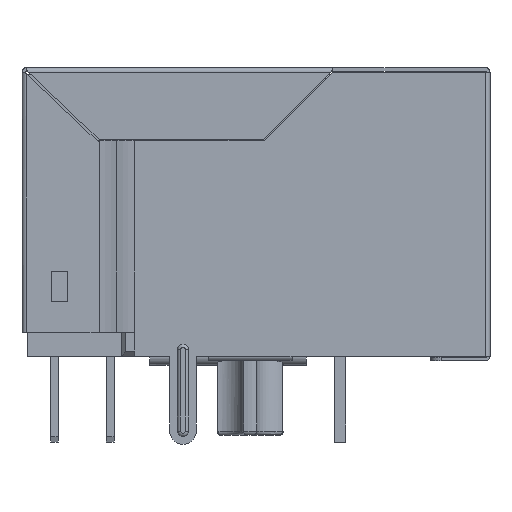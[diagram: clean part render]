
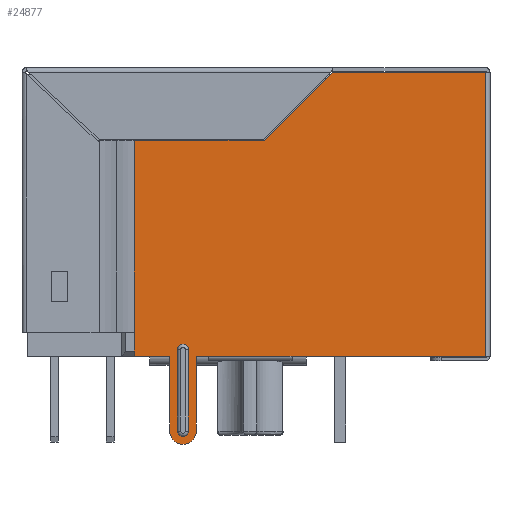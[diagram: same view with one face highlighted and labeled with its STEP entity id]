
A CAD part, left-side view. The second image highlights one B-rep face of the part: STEP entity #24877.
In plain terms, the highlighted face is planar.
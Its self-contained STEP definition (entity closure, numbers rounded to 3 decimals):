
#883=CIRCLE('',#29968,0.25);
#884=CIRCLE('',#29970,0.6);
#888=CIRCLE('',#29977,0.25);
#2894=ORIENTED_EDGE('',*,*,#9571,.F.);
#2895=ORIENTED_EDGE('',*,*,#9572,.T.);
#2896=ORIENTED_EDGE('',*,*,#9573,.T.);
#2897=ORIENTED_EDGE('',*,*,#9574,.T.);
#2898=ORIENTED_EDGE('',*,*,#9575,.T.);
#2899=ORIENTED_EDGE('',*,*,#9576,.T.);
#2900=ORIENTED_EDGE('',*,*,#9577,.T.);
#2901=ORIENTED_EDGE('',*,*,#9578,.T.);
#2902=ORIENTED_EDGE('',*,*,#9579,.T.);
#2903=ORIENTED_EDGE('',*,*,#9580,.T.);
#2904=ORIENTED_EDGE('',*,*,#9581,.T.);
#2905=ORIENTED_EDGE('',*,*,#9582,.F.);
#2906=ORIENTED_EDGE('',*,*,#9565,.F.);
#2907=ORIENTED_EDGE('',*,*,#9564,.F.);
#2908=ORIENTED_EDGE('',*,*,#9583,.F.);
#2909=ORIENTED_EDGE('',*,*,#9584,.F.);
#2910=ORIENTED_EDGE('',*,*,#9585,.F.);
#9564=EDGE_CURVE('',#13013,#13011,#883,.F.);
#9565=EDGE_CURVE('',#13014,#13015,#884,.T.);
#9571=EDGE_CURVE('',#13018,#13014,#15454,.T.);
#9572=EDGE_CURVE('',#13018,#13019,#15455,.T.);
#9573=EDGE_CURVE('',#13019,#13020,#15456,.T.);
#9574=EDGE_CURVE('',#13020,#13021,#15457,.T.);
#9575=EDGE_CURVE('',#13021,#13022,#15458,.T.);
#9576=EDGE_CURVE('',#13022,#13023,#15459,.T.);
#9577=EDGE_CURVE('',#13023,#13024,#15460,.T.);
#9578=EDGE_CURVE('',#13024,#13025,#15461,.T.);
#9579=EDGE_CURVE('',#13025,#13026,#15462,.T.);
#9580=EDGE_CURVE('',#13026,#13027,#15463,.T.);
#9581=EDGE_CURVE('',#13027,#13028,#15464,.T.);
#9582=EDGE_CURVE('',#13015,#13028,#15465,.T.);
#9583=EDGE_CURVE('',#13029,#13013,#15466,.T.);
#9584=EDGE_CURVE('',#13030,#13029,#888,.T.);
#9585=EDGE_CURVE('',#13011,#13030,#15467,.T.);
#13011=VERTEX_POINT('',#40460);
#13013=VERTEX_POINT('',#40464);
#13014=VERTEX_POINT('',#40468);
#13015=VERTEX_POINT('',#40469);
#13018=VERTEX_POINT('',#40481);
#13019=VERTEX_POINT('',#40483);
#13020=VERTEX_POINT('',#40485);
#13021=VERTEX_POINT('',#40487);
#13022=VERTEX_POINT('',#40489);
#13023=VERTEX_POINT('',#40491);
#13024=VERTEX_POINT('',#40493);
#13025=VERTEX_POINT('',#40495);
#13026=VERTEX_POINT('',#40497);
#13027=VERTEX_POINT('',#40499);
#13028=VERTEX_POINT('',#40501);
#13029=VERTEX_POINT('',#40504);
#13030=VERTEX_POINT('',#40506);
#15454=LINE('',#40480,#18435);
#15455=LINE('',#40482,#18436);
#15456=LINE('',#40484,#18437);
#15457=LINE('',#40486,#18438);
#15458=LINE('',#40488,#18439);
#15459=LINE('',#40490,#18440);
#15460=LINE('',#40492,#18441);
#15461=LINE('',#40494,#18442);
#15462=LINE('',#40496,#18443);
#15463=LINE('',#40498,#18444);
#15464=LINE('',#40500,#18445);
#15465=LINE('',#40502,#18446);
#15466=LINE('',#40503,#18447);
#15467=LINE('',#40507,#18448);
#18435=VECTOR('',#32678,1000.);
#18436=VECTOR('',#32679,1000.);
#18437=VECTOR('',#32680,1000.);
#18438=VECTOR('',#32681,1000.);
#18439=VECTOR('',#32682,1000.);
#18440=VECTOR('',#32683,1000.);
#18441=VECTOR('',#32684,1000.);
#18442=VECTOR('',#32685,1000.);
#18443=VECTOR('',#32686,1000.);
#18444=VECTOR('',#32687,1000.);
#18445=VECTOR('',#32688,1000.);
#18446=VECTOR('',#32689,1000.);
#18447=VECTOR('',#32690,1000.);
#18448=VECTOR('',#32693,1000.);
#21000=EDGE_LOOP('',(#2894,#2895,#2896,#2897,#2898,#2899,#2900,#2901,#2902,
#2903,#2904,#2905,#2906));
#21001=EDGE_LOOP('',(#2907,#2908,#2909,#2910));
#22400=FACE_BOUND('',#21000,.T.);
#22401=FACE_BOUND('',#21001,.T.);
#23732=PLANE('',#29976);
#24877=ADVANCED_FACE('',(#22400,#22401),#23732,.T.);
#29968=AXIS2_PLACEMENT_3D('',#40465,#32658,#32659);
#29970=AXIS2_PLACEMENT_3D('',#40467,#32662,#32663);
#29976=AXIS2_PLACEMENT_3D('',#40479,#32676,#32677);
#29977=AXIS2_PLACEMENT_3D('',#40505,#32691,#32692);
#32658=DIRECTION('',(0.,1.,0.));
#32659=DIRECTION('',(0.,0.,1.));
#32662=DIRECTION('',(0.,1.,0.));
#32663=DIRECTION('',(0.,0.,-1.));
#32676=DIRECTION('',(0.,-1.,0.));
#32677=DIRECTION('',(0.,0.,1.));
#32678=DIRECTION('',(-1.,0.,0.));
#32679=DIRECTION('',(0.,0.,-1.));
#32680=DIRECTION('',(0.,0.,-1.));
#32681=DIRECTION('',(0.,0.,-1.));
#32682=DIRECTION('',(1.,0.,0.));
#32683=DIRECTION('',(0.,0.,1.));
#32684=DIRECTION('',(-0.707,0.,0.707));
#32685=DIRECTION('',(0.,0.,1.));
#32686=DIRECTION('',(-1.,0.,0.));
#32687=DIRECTION('',(-1.,0.,0.));
#32688=DIRECTION('',(0.,0.,-1.));
#32689=DIRECTION('',(1.,0.,0.));
#32690=DIRECTION('',(-1.,0.,0.));
#32691=DIRECTION('',(0.,-1.,0.));
#32692=DIRECTION('',(1.,0.,0.));
#32693=DIRECTION('',(1.,0.,0.));
#40460=CARTESIAN_POINT('',(-9.85,-8.,3.065));
#40464=CARTESIAN_POINT('',(-9.85,-8.,3.565));
#40465=CARTESIAN_POINT('',(-9.85,-8.,3.315));
#40467=CARTESIAN_POINT('',(-9.85,-8.,3.315));
#40468=CARTESIAN_POINT('',(-9.85,-8.,2.715));
#40469=CARTESIAN_POINT('',(-9.85,-8.,3.915));
#40479=CARTESIAN_POINT('',(0.,-8.,0.));
#40480=CARTESIAN_POINT('',(-6.45,-8.,2.715));
#40481=CARTESIAN_POINT('',(-6.45,-8.,2.715));
#40482=CARTESIAN_POINT('',(-6.45,-8.,5.525));
#40483=CARTESIAN_POINT('',(-6.45,-8.,2.165));
#40484=CARTESIAN_POINT('',(-6.45,-8.,2.165));
#40485=CARTESIAN_POINT('',(-6.45,-8.,-1.635));
#40486=CARTESIAN_POINT('',(-6.45,-8.,5.525));
#40487=CARTESIAN_POINT('',(-6.45,-8.,-10.425));
#40488=CARTESIAN_POINT('',(-6.45,-8.,-10.425));
#40489=CARTESIAN_POINT('',(6.45,-8.,-10.425));
#40490=CARTESIAN_POINT('',(6.45,-8.,-10.503));
#40491=CARTESIAN_POINT('',(6.45,-8.,-3.475));
#40492=CARTESIAN_POINT('',(1.488,-8.,1.488));
#40493=CARTESIAN_POINT('',(3.35,-8.,-0.375));
#40494=CARTESIAN_POINT('',(3.35,-8.,0.));
#40495=CARTESIAN_POINT('',(3.35,-8.,5.525));
#40496=CARTESIAN_POINT('',(6.45,-8.,5.525));
#40497=CARTESIAN_POINT('',(-5.364,-8.,5.525));
#40498=CARTESIAN_POINT('',(6.45,-8.,5.525));
#40499=CARTESIAN_POINT('',(-6.45,-8.,5.525));
#40500=CARTESIAN_POINT('',(-6.45,-8.,5.525));
#40501=CARTESIAN_POINT('',(-6.45,-8.,3.915));
#40502=CARTESIAN_POINT('',(-9.85,-8.,3.915));
#40503=CARTESIAN_POINT('',(0.,-8.,3.565));
#40504=CARTESIAN_POINT('',(-6.15,-8.,3.565));
#40505=CARTESIAN_POINT('',(-6.15,-8.,3.315));
#40506=CARTESIAN_POINT('',(-6.15,-8.,3.065));
#40507=CARTESIAN_POINT('',(0.,-8.,3.065));
